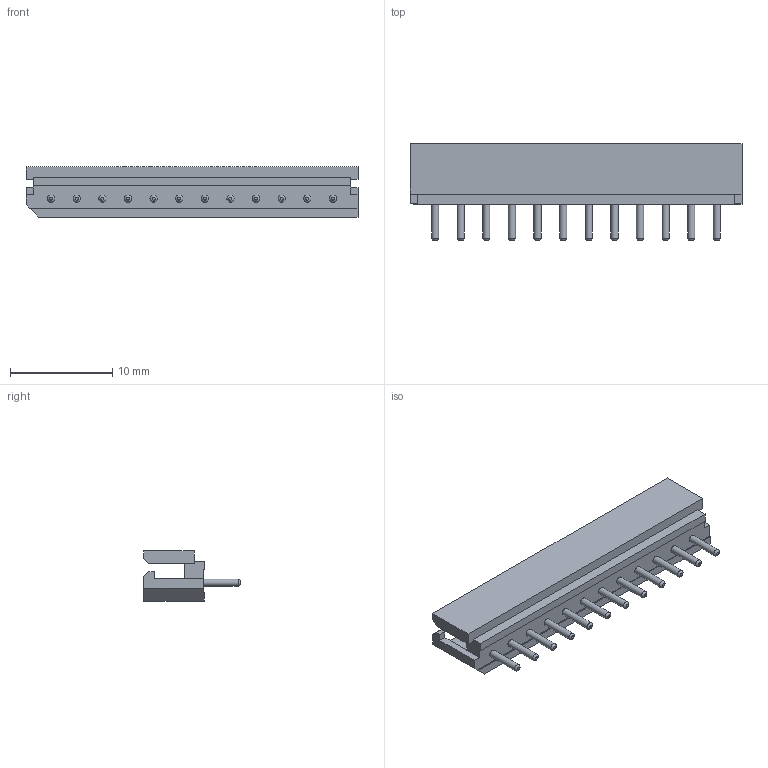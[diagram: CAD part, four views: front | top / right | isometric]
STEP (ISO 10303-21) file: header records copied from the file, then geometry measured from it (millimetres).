
FILE_DESCRIPTION(/* description */ (''),/* implementation_level */ '2;1');
FILE_NAME(/* name */ 'Mini_Spox_12pin v2.step',/* time_stamp */ '2021-12-12T13:04:44+01:00',/* author */ (''),/* organization */ (''),/* preprocessor_version */ 'ST-DEVELOPER v18.1',/* originating_system */ 'Autodesk Translation Framework v10.10.0.1391',/* authorisation */ '');
FILE_SCHEMA (('AUTOMOTIVE_DESIGN { 1 0 10303 214 3 1 1 }'));
Length unit declared in the file: metre
Products named in the file (1): Mini_Spox_12pin
Bounding box: 32.4 x 9.4 x 4.9 mm (x, y, z)
Volume: 488.5 mm3; surface area: 1205.4 mm2
Topology: 1 solids, 1 shells, 159 faces, 347 edges, 214 vertices
Faces by surface type: plane 111, bspline 24, cylinder 24
Full cylindrical faces by diameter (mm): 0.7 x24
Entity records: 4964 total; most frequent: CARTESIAN_POINT 1381, DIRECTION 715, ORIENTED_EDGE 694, EDGE_CURVE 347, LINE 251, VECTOR 251, AXIS2_PLACEMENT_3D 232, VERTEX_POINT 214
